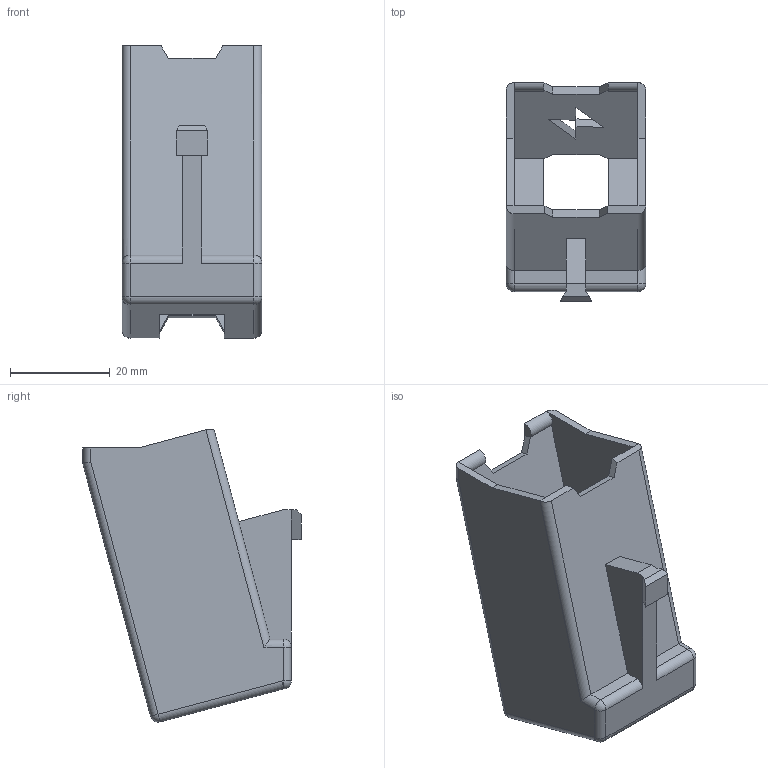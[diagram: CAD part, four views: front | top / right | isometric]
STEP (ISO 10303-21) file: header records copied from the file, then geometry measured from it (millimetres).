
FILE_DESCRIPTION(/* description */ (''),/* implementation_level */ '2;1');
FILE_NAME(/* name */ 'backpack_aaa v9.step',/* time_stamp */ '2022-09-18T23:41:43+09:00',/* author */ (''),/* organization */ (''),/* preprocessor_version */ 'ST-DEVELOPER v19',/* originating_system */ 'Autodesk Translation Framework v11.7.0.108',/* authorisation */ '');
FILE_SCHEMA (('AUTOMOTIVE_DESIGN { 1 0 10303 214 3 1 1 }'));
Length unit declared in the file: millimetre
Products named in the file (1): backpack_aaa
Bounding box: 28.1 x 43.93 x 58.71 mm (x, y, z)
Volume: 10858.8 mm3; surface area: 12601.3 mm2
Topology: 1 solids, 1 shells, 81 faces, 198 edges, 118 vertices
Faces by surface type: plane 54, cylinder 21, sphere 6
Entity records: 2342 total; most frequent: DIRECTION 398, CARTESIAN_POINT 398, ORIENTED_EDGE 396, EDGE_CURVE 198, LINE 162, VECTOR 162, VERTEX_POINT 118, AXIS2_PLACEMENT_3D 118
